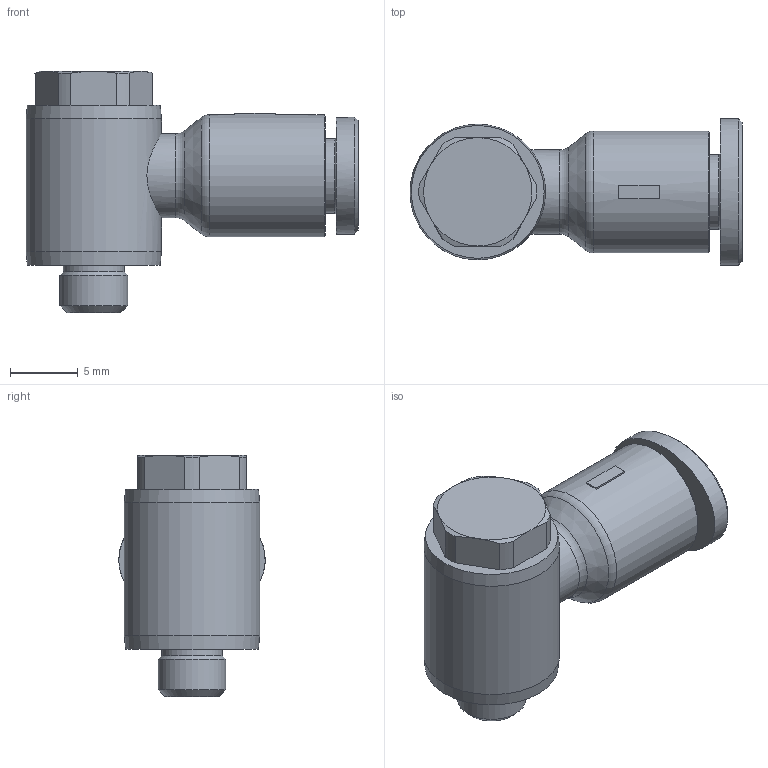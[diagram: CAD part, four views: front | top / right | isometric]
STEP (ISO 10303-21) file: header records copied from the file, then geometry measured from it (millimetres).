
FILE_DESCRIPTION(/* description */ ('Unknown'),/* implementation_level */ '2;1');
FILE_NAME(/* name */ 'P15.04.M5',/* time_stamp */ '2018-10-29T09:26:40-04:00',/* author */ ('Unknown'),/* organization */ ('Unknown'),/* preprocessor_version */ 'ST-DEVELOPER v16.7',/* originating_system */ 'DEX',/* authorisation */ $);
FILE_SCHEMA (('AUTOMOTIVE_DESIGN {1 0 10303 214 3 1 1}'));
Length unit declared in the file: millimetre
Products named in the file (2): P15.04.M5; ÂºÃÃÂ°1
Assembly tree (1 placements, depth 2):
  P15.04.M5
    ÂºÃÃÂ°1
Bounding box: 24.5 x 10.8 x 17.8 mm (x, y, z)
Volume: 1690.3 mm3; surface area: 1485.9 mm2
Topology: 1 solids, 1 shells, 413 faces, 1153 edges, 763 vertices
Faces by surface type: plane 346, cylinder 34, cone 17, bspline 14, torus 2
Full cylindrical faces by diameter (mm): 2 x1, 4.2 x1, 4.5 x1, 5 x1, 5.5 x1, 6.2 x1, 7.6 x1, 9 x1, 10 x1
Entity records: 13222 total; most frequent: CARTESIAN_POINT 2704, ORIENTED_EDGE 2244, DIRECTION 1998, EDGE_CURVE 1122, LINE 984, VECTOR 984, VERTEX_POINT 758, AXIS2_PLACEMENT_3D 507
